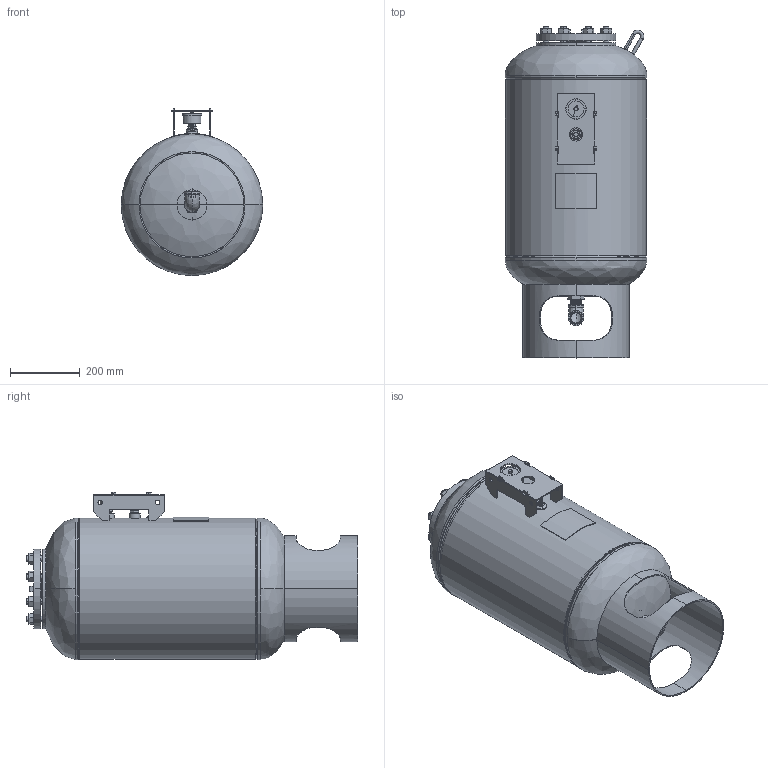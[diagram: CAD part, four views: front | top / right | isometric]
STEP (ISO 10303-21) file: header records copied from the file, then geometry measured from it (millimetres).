
FILE_DESCRIPTION (( 'STEP AP203' ), '1' );
FILE_NAME ('TXA-85.STEP', '2021-03-10T21:27:36', ( '' ), ( '' ), 'SwSTEP 2.0', 'SolidWorks 2021', '' );
FILE_SCHEMA (( 'CONFIG_CONTROL_DESIGN' ));
Length unit declared in the file: inch
Products named in the file (27): 9400035; 99B1098; 9600830_16" VERT; 9800560; 9200080; 9400577; 99K0777; 9800460_03-34; 9800401_9800400; 99H1378_4788K418; 9800477; 9400540_tall; 9500010; 07200310_5081T17; 99K0776; 9800448; 99C0358; TXA-85; 9400503; 9500030; 9800620_HHNUT 0.6250-11-D-N; 9800445; 9800532; PLUGS_9500140; 9500000; 9421005_4638K135
Assembly tree (42 placements, depth 3):
  TXA-85
    99B1098
    9200080
    9200080
    9500000
    9500010
    9500030
    9800460_03-34
    07200310_5081T17
    9800401_9800400
    PLUGS_9500140  x2
    9400035
    99C0358
    9800532  x8
    9800620_HHNUT 0.6250-11-D-N  x8
    9400540_tall
    9400503
    9800477
    9400577
      9800445
      99H1378_4788K418
      9800448
    9800560
    9421005_4638K135
    99K0776  x2
    99K0777
    9600830_16" VERT
Bounding box: 406.4 x 952.9 x 480.16 mm (x, y, z)
Volume: 4778452.7 mm3; surface area: 2787495.1 mm2
Topology: 44 solids, 44 shells, 1439 faces, 3430 edges, 2077 vertices
Faces by surface type: cone 524, cylinder 482, plane 305, torus 72, bspline 48, sphere 8
Full cylindrical faces by diameter (mm): 400.05 x1, 404.927 x1
Entity records: 64982 total; most frequent: CARTESIAN_POINT 34564, ORIENTED_EDGE 5640, DIRECTION 5583, EDGE_CURVE 2820, AXIS2_PLACEMENT_3D 2236, VERTEX_POINT 1723, EDGE_LOOP 1393, FACE_OUTER_BOUND 1166
